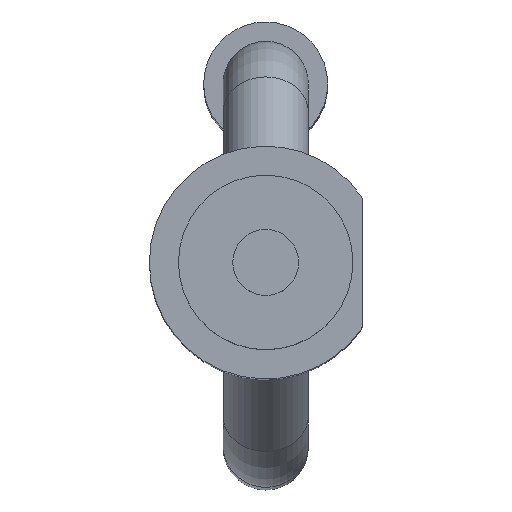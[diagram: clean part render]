
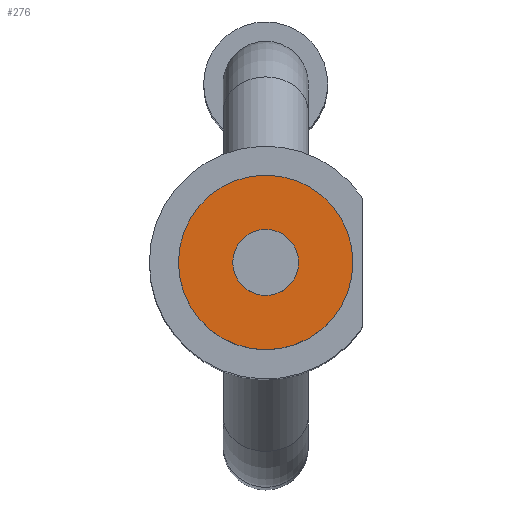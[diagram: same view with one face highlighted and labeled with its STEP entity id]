
A CAD part, top view. The second image highlights one B-rep face of the part: STEP entity #276.
In plain terms, the highlighted planar face has unit normal (0, 0, 1).
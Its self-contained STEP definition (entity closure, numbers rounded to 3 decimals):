
#17=PLANE($,#325);
#59=FACE_BOUND($,#119,.T.);
#80=FACE_OUTER_BOUND($,#118,.T.);
#118=EDGE_LOOP($,(#237));
#119=EDGE_LOOP($,(#238));
#150=CIRCLE($,#318,0.85);
#152=CIRCLE($,#321,2.25);
#174=VERTEX_POINT($,#490);
#176=VERTEX_POINT($,#495);
#198=EDGE_CURVE($,#174,#174,#150,.T.);
#200=EDGE_CURVE($,#176,#176,#152,.T.);
#237=ORIENTED_EDGE($,*,*,#200,.F.);
#238=ORIENTED_EDGE($,*,*,#198,.T.);
#276=ADVANCED_FACE($,(#80,#59),#17,.T.);
#318=AXIS2_PLACEMENT_3D($,#491,#400,#401);
#321=AXIS2_PLACEMENT_3D($,#496,#406,#407);
#325=AXIS2_PLACEMENT_3D($,#502,#414,#415);
#400=DIRECTION('center_axis',(0.,0.,-1.));
#401=DIRECTION('ref_axis',(0.,1.,0.));
#406=DIRECTION('center_axis',(0.,0.,-1.));
#407=DIRECTION('ref_axis',(0.,1.,0.));
#414=DIRECTION('center_axis',(0.,0.,1.));
#415=DIRECTION('ref_axis',(0.,-1.,0.));
#490=CARTESIAN_POINT('',(0.,0.85,0.));
#491=CARTESIAN_POINT('Origin',(0.,0.,0.));
#495=CARTESIAN_POINT('',(0.,2.25,0.));
#496=CARTESIAN_POINT('Origin',(0.,0.,0.));
#502=CARTESIAN_POINT('Origin',(0.,0.85,0.));
